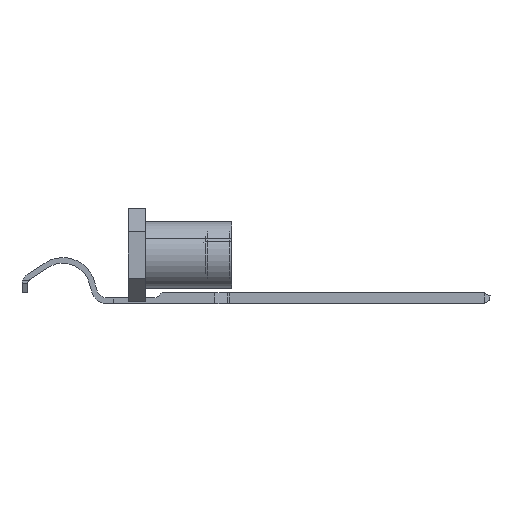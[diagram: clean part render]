
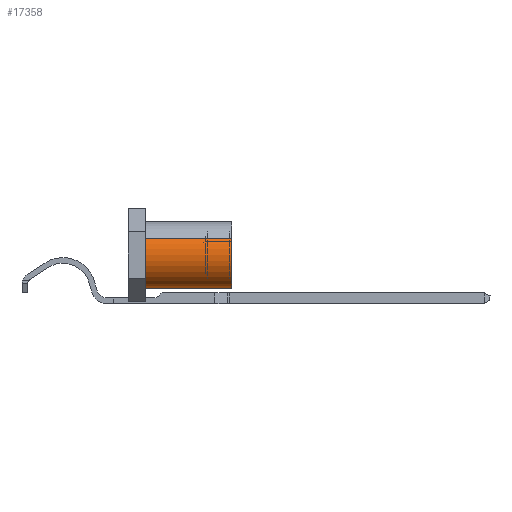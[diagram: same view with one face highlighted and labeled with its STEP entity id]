
A CAD part, left-side view. The second image highlights one B-rep face of the part: STEP entity #17358.
In plain terms, the highlighted cylindrical face has radius 1.968 mm (diameter 3.937 mm), a partial arc.
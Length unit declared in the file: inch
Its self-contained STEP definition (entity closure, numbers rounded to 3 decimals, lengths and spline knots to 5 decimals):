
#1022 = CARTESIAN_POINT ( 'NONE',  ( 0., 0.04, 0. ) ) ;
#1511 = CARTESIAN_POINT ( 'NONE',  ( 0., 0.04, -0.0775 ) ) ;
#1714 = EDGE_LOOP ( 'NONE', ( #11108, #25863, #29771, #2872 ) ) ;
#2872 = ORIENTED_EDGE ( 'NONE', *, *, #30631, .T. ) ;
#3136 = CARTESIAN_POINT ( 'NONE',  ( 0., 0.24, 0. ) ) ;
#3465 = DIRECTION ( 'NONE',  ( 0., 0., 1. ) ) ;
#3629 = CARTESIAN_POINT ( 'NONE',  ( 0., 0.24, -0.0775 ) ) ;
#5576 = DIRECTION ( 'NONE',  ( 0., 0., 1. ) ) ;
#8487 = DIRECTION ( 'NONE',  ( 0., -1., 0. ) ) ;
#8953 = VECTOR ( 'NONE', #8487, 39.37008 ) ;
#9131 = VERTEX_POINT ( 'NONE', #10120 ) ;
#10120 = CARTESIAN_POINT ( 'NONE',  ( 0., 0.24, 0.0775 ) ) ;
#10288 = DIRECTION ( 'NONE',  ( 0., -1., 0. ) ) ;
#10784 = VERTEX_POINT ( 'NONE', #1511 ) ;
#11108 = ORIENTED_EDGE ( 'NONE', *, *, #14560, .F. ) ;
#11198 = AXIS2_PLACEMENT_3D ( 'NONE', #1022, #18114, #3465 ) ;
#11217 = DIRECTION ( 'NONE',  ( 0., 0., -1. ) ) ;
#11382 = CIRCLE ( 'NONE', #18511, 0.0775 ) ;
#11724 = VECTOR ( 'NONE', #10288, 39.37008 ) ;
#14560 = EDGE_CURVE ( 'NONE', #9131, #15162, #24716, .T. ) ;
#15162 = VERTEX_POINT ( 'NONE', #17439 ) ;
#15413 = VERTEX_POINT ( 'NONE', #3629 ) ;
#15508 = LINE ( 'NONE', #25460, #8953 ) ;
#17358 = ADVANCED_FACE ( 'NONE', ( #18447 ), #17678, .T. ) ;
#17439 = CARTESIAN_POINT ( 'NONE',  ( 0., 0.04, 0.0775 ) ) ;
#17578 = CARTESIAN_POINT ( 'NONE',  ( 0., 0.24, 0.0775 ) ) ;
#17602 = AXIS2_PLACEMENT_3D ( 'NONE', #28244, #21036, #11217 ) ;
#17678 = CYLINDRICAL_SURFACE ( 'NONE', #17602, 0.0775 ) ;
#18114 = DIRECTION ( 'NONE',  ( 0., 1., 0. ) ) ;
#18447 = FACE_OUTER_BOUND ( 'NONE', #1714, .T. ) ;
#18511 = AXIS2_PLACEMENT_3D ( 'NONE', #3136, #20232, #5576 ) ;
#20232 = DIRECTION ( 'NONE',  ( 0., 1., 0. ) ) ;
#21036 = DIRECTION ( 'NONE',  ( 0., -1., 0. ) ) ;
#23357 = CIRCLE ( 'NONE', #11198, 0.0775 ) ;
#24716 = LINE ( 'NONE', #17578, #11724 ) ;
#25460 = CARTESIAN_POINT ( 'NONE',  ( 0., 0.24, -0.0775 ) ) ;
#25863 = ORIENTED_EDGE ( 'NONE', *, *, #26537, .F. ) ;
#26537 = EDGE_CURVE ( 'NONE', #15413, #9131, #11382, .T. ) ;
#27871 = EDGE_CURVE ( 'NONE', #15413, #10784, #15508, .T. ) ;
#28244 = CARTESIAN_POINT ( 'NONE',  ( 0., 0.24, 0. ) ) ;
#29771 = ORIENTED_EDGE ( 'NONE', *, *, #27871, .T. ) ;
#30631 = EDGE_CURVE ( 'NONE', #10784, #15162, #23357, .T. ) ;
